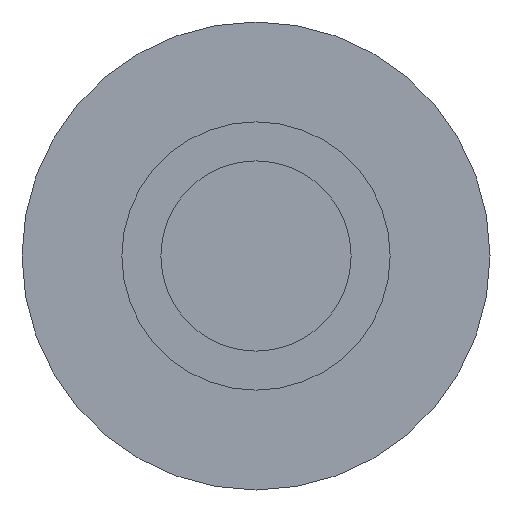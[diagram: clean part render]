
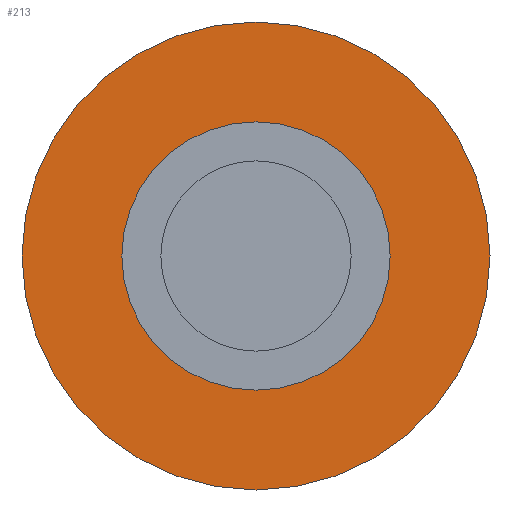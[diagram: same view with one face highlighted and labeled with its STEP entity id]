
A CAD part, front view. The second image highlights one B-rep face of the part: STEP entity #213.
In plain terms, the highlighted planar face has unit normal (0, -1, 0).
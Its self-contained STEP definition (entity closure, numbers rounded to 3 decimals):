
#22 = AXIS2_PLACEMENT_3D ( 'NONE', #38, #34, #37 ) ;
#27 = PLANE ( 'NONE',  #22 ) ;
#34 = DIRECTION ( 'NONE',  ( 0., -1., 0. ) ) ;
#37 = DIRECTION ( 'NONE',  ( 0., 0., -1. ) ) ;
#38 = CARTESIAN_POINT ( 'NONE',  ( -8.6, 0., 0. ) ) ;
#87 = CARTESIAN_POINT ( 'NONE',  ( 0., 0., -15. ) ) ;
#134 = VERTEX_POINT ( 'NONE', #87 ) ;
#159 = EDGE_CURVE ( 'NONE', #198, #134, #293, .T. ) ;
#180 = VERTEX_POINT ( 'NONE', #382 ) ;
#198 = VERTEX_POINT ( 'NONE', #361 ) ;
#201 = EDGE_LOOP ( 'NONE', ( #223, #264 ) ) ;
#213 = ADVANCED_FACE ( 'NONE', ( #325, #337 ), #27, .T. ) ;
#217 = VERTEX_POINT ( 'NONE', #411 ) ;
#221 = EDGE_CURVE ( 'NONE', #217, #180, #398, .T. ) ;
#222 = EDGE_LOOP ( 'NONE', ( #228, #254 ) ) ;
#223 = ORIENTED_EDGE ( 'NONE', *, *, #255, .T. ) ;
#228 = ORIENTED_EDGE ( 'NONE', *, *, #159, .F. ) ;
#239 = EDGE_CURVE ( 'NONE', #134, #198, #403, .T. ) ;
#254 = ORIENTED_EDGE ( 'NONE', *, *, #239, .F. ) ;
#255 = EDGE_CURVE ( 'NONE', #180, #217, #409, .T. ) ;
#264 = ORIENTED_EDGE ( 'NONE', *, *, #221, .T. ) ;
#293 = CIRCLE ( 'NONE', #311, 15. ) ;
#297 = DIRECTION ( 'NONE',  ( 0., 0., 1. ) ) ;
#298 = DIRECTION ( 'NONE',  ( 0., 1., 0. ) ) ;
#300 = CARTESIAN_POINT ( 'NONE',  ( 0., 0., 0. ) ) ;
#311 = AXIS2_PLACEMENT_3D ( 'NONE', #300, #298, #297 ) ;
#325 = FACE_BOUND ( 'NONE', #201, .T. ) ;
#337 = FACE_OUTER_BOUND ( 'NONE', #222, .T. ) ;
#361 = CARTESIAN_POINT ( 'NONE',  ( 0., 0., 15. ) ) ;
#382 = CARTESIAN_POINT ( 'NONE',  ( 0., 0., 8.6 ) ) ;
#386 = AXIS2_PLACEMENT_3D ( 'NONE', #436, #399, #387 ) ;
#387 = DIRECTION ( 'NONE',  ( 0., 0., 1. ) ) ;
#390 = AXIS2_PLACEMENT_3D ( 'NONE', #430, #489, #429 ) ;
#398 = CIRCLE ( 'NONE', #386, 8.6 ) ;
#399 = DIRECTION ( 'NONE',  ( 0., 1., 0. ) ) ;
#403 = CIRCLE ( 'NONE', #390, 15. ) ;
#409 = CIRCLE ( 'NONE', #420, 8.6 ) ;
#411 = CARTESIAN_POINT ( 'NONE',  ( 0., 0., -8.6 ) ) ;
#419 = DIRECTION ( 'NONE',  ( 0., 1., 0. ) ) ;
#420 = AXIS2_PLACEMENT_3D ( 'NONE', #478, #419, #495 ) ;
#429 = DIRECTION ( 'NONE',  ( 0., 0., 1. ) ) ;
#430 = CARTESIAN_POINT ( 'NONE',  ( 0., 0., 0. ) ) ;
#436 = CARTESIAN_POINT ( 'NONE',  ( 0., 0., 0. ) ) ;
#478 = CARTESIAN_POINT ( 'NONE',  ( 0., 0., 0. ) ) ;
#489 = DIRECTION ( 'NONE',  ( 0., 1., 0. ) ) ;
#495 = DIRECTION ( 'NONE',  ( 0., 0., 1. ) ) ;
